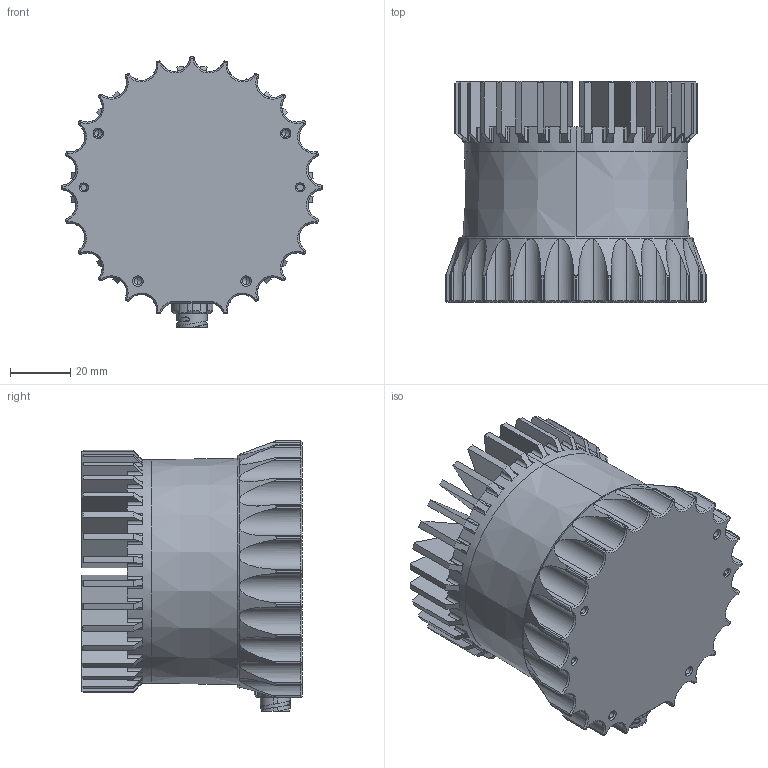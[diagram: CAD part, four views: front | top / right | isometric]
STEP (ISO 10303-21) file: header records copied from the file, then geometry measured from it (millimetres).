
FILE_DESCRIPTION (( 'STEP AP214' ), '1' );
FILE_NAME ('os1-tig-02252019_STEP_external.STEP', '2019-02-25T18:58:57', ( '' ), ( '' ), 'SwSTEP 2.0', 'SolidWorks 2018', '' );
FILE_SCHEMA (( 'AUTOMOTIVE_DESIGN' ));
Length unit declared in the file: inch
Products named in the file (1): os1-tig-02252019_STEP_external
Bounding box: 87 x 73.5 x 90.02 mm (x, y, z)
Volume: 288511.9 mm3; surface area: 51789.9 mm2
Topology: 1 solids, 17 shells, 1526 faces, 4024 edges, 2533 vertices
Faces by surface type: cylinder 577, plane 427, cone 418, bspline 94, torus 10
Entity records: 82943 total; most frequent: CARTESIAN_POINT 35379, ORIENTED_EDGE 7920, DIRECTION 7599, EDGE_CURVE 3960, AXIS2_PLACEMENT_3D 2897, VERTEX_POINT 2533, VECTOR 1805, LINE 1805
